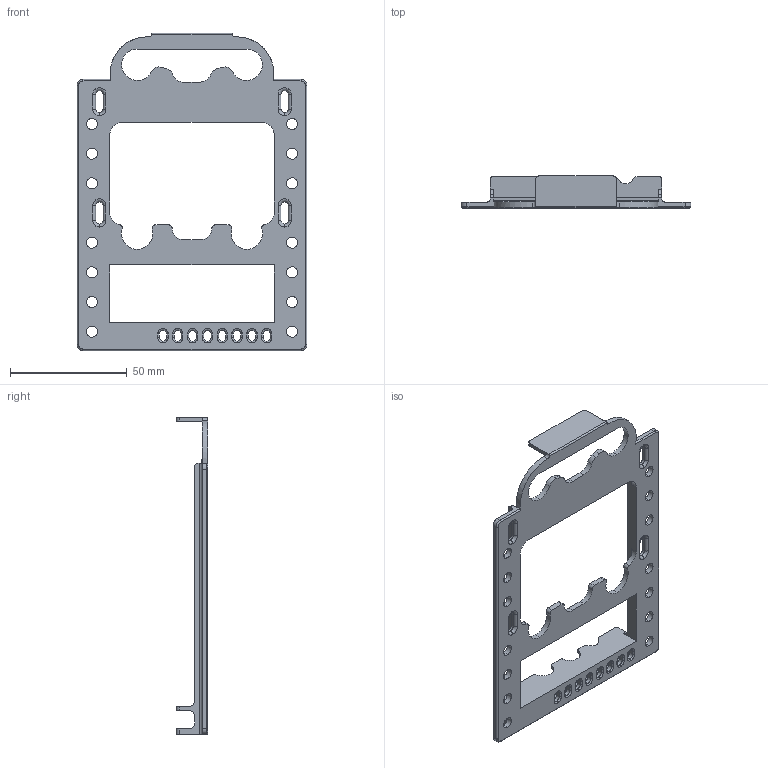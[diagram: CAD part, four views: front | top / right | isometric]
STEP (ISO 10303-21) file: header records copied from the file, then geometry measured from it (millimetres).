
FILE_DESCRIPTION (( 'STEP AP214' ), '1' );
FILE_NAME ('3D Printed Bracket for Open Mesh Radio.STEP', '2016-03-04T15:37:08', ( '' ), ( '' ), 'SwSTEP 2.0', 'SolidWorks 2014', '' );
FILE_SCHEMA (( 'AUTOMOTIVE_DESIGN' ));
Length unit declared in the file: inch
Products named in the file (1): 3D Printed Bracket for Open Mesh Radio
Bounding box: 98.42 x 13.49 x 135.75 mm (x, y, z)
Volume: 20093.6 mm3; surface area: 21270.3 mm2
Topology: 1 solids, 1 shells, 290 faces, 806 edges, 516 vertices
Faces by surface type: cylinder 176, plane 74, torus 40
Entity records: 9608 total; most frequent: DIRECTION 1768, CARTESIAN_POINT 1709, ORIENTED_EDGE 1612, EDGE_CURVE 806, AXIS2_PLACEMENT_3D 687, VERTEX_POINT 516, CIRCLE 396, VECTOR 394
